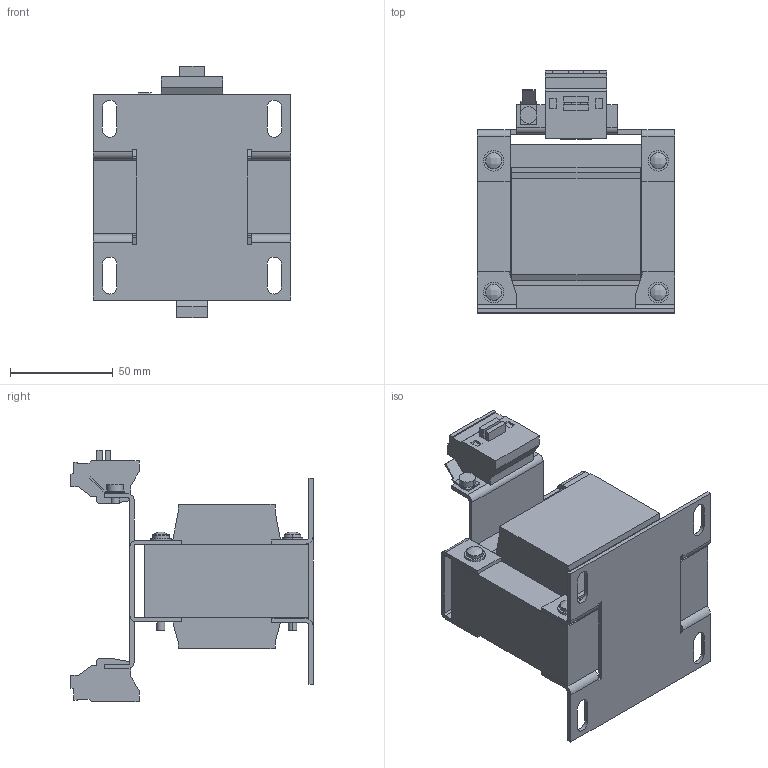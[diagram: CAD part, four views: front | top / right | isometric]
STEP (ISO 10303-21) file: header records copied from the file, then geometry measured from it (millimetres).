
FILE_DESCRIPTION (( 'STEP AP203' ), '1' );
FILE_NAME ('CT-015-048-24-0.step', '2024-10-31T17:03:06', ( '' ), ( '' ), 'SwSTEP 2.0', 'SolidWorks 2023', '' );
FILE_SCHEMA (( 'CONFIG_CONTROL_DESIGN' ));
Length unit declared in the file: inch
Products named in the file (1): CT-015-048-24-0
Bounding box: 96 x 117.7 x 122 mm (x, y, z)
Volume: 435638.6 mm3; surface area: 87522.2 mm2
Topology: 1 solids, 1 shells, 341 faces, 948 edges, 628 vertices
Faces by surface type: plane 241, cylinder 88, bspline 12
Entity records: 11149 total; most frequent: CARTESIAN_POINT 2098, ORIENTED_EDGE 1896, DIRECTION 1812, EDGE_CURVE 948, LINE 744, VECTOR 744, VERTEX_POINT 628, AXIS2_PLACEMENT_3D 534
